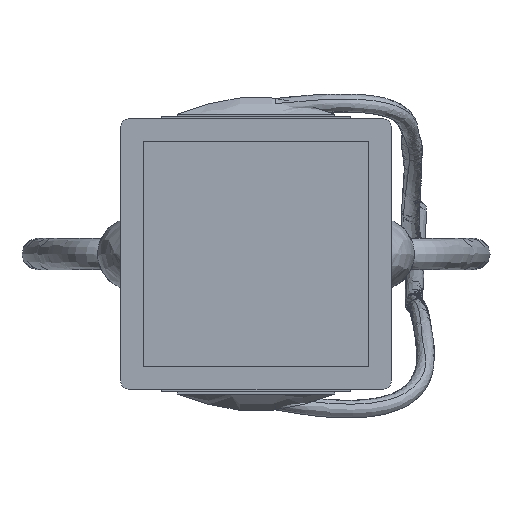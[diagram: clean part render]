
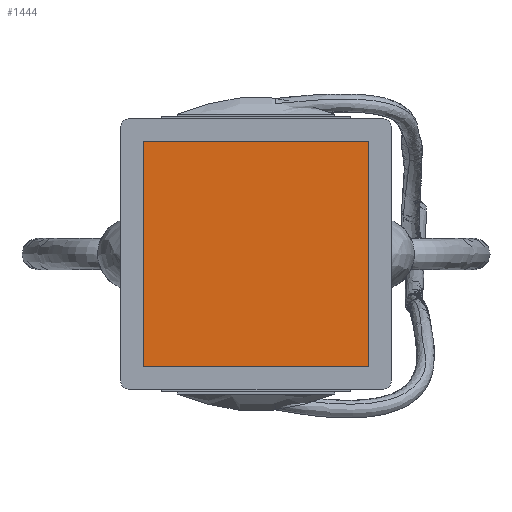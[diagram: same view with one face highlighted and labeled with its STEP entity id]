
A CAD part, left-side view. The second image highlights one B-rep face of the part: STEP entity #1444.
In plain terms, the highlighted planar face has unit normal (-1, 0, 0).
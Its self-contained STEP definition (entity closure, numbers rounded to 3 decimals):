
#126 = EDGE_LOOP ( 'NONE', ( #242, #226, #188, #250 ) ) ;
#188 = ORIENTED_EDGE ( 'NONE', *, *, #4679, .F. ) ;
#226 = ORIENTED_EDGE ( 'NONE', *, *, #4676, .F. ) ;
#242 = ORIENTED_EDGE ( 'NONE', *, *, #4677, .F. ) ;
#250 = ORIENTED_EDGE ( 'NONE', *, *, #4678, .F. ) ;
#1444 = ADVANCED_FACE ( 'NONE', ( #3655 ), #3507, .T. ) ;
#3389 = DIRECTION ( 'NONE',  ( 0., 0., 1. ) ) ;
#3391 = DIRECTION ( 'NONE',  ( -1., 0., 0. ) ) ;
#3456 = CARTESIAN_POINT ( 'NONE',  ( -9.201, 3.609, 0. ) ) ;
#3507 = PLANE ( 'NONE',  #7832 ) ;
#3655 = FACE_OUTER_BOUND ( 'NONE', #126, .T. ) ;
#4676 = EDGE_CURVE ( 'NONE', #8911, #8748, #6229, .T. ) ;
#4677 = EDGE_CURVE ( 'NONE', #8748, #7391, #6223, .T. ) ;
#4678 = EDGE_CURVE ( 'NONE', #7391, #8953, #6231, .T. ) ;
#4679 = EDGE_CURVE ( 'NONE', #8953, #8911, #6233, .T. ) ;
#5949 = CARTESIAN_POINT ( 'NONE',  ( -9.201, 3.609, -5.5 ) ) ;
#5950 = DIRECTION ( 'NONE',  ( 0., 1., 0. ) ) ;
#5955 = CARTESIAN_POINT ( 'NONE',  ( -9.201, 3.109, 0. ) ) ;
#5960 = DIRECTION ( 'NONE',  ( 0., 0., 1. ) ) ;
#5961 = CARTESIAN_POINT ( 'NONE',  ( -9.201, 3.609, -0.5 ) ) ;
#5962 = DIRECTION ( 'NONE',  ( 0., -1., 0. ) ) ;
#5963 = CARTESIAN_POINT ( 'NONE',  ( -9.201, -1.891, 0. ) ) ;
#5964 = DIRECTION ( 'NONE',  ( 0., 0., -1. ) ) ;
#6223 = LINE ( 'NONE', #5955, #6232 ) ;
#6229 = LINE ( 'NONE', #5949, #6230 ) ;
#6230 = VECTOR ( 'NONE', #5950, 1000. ) ;
#6231 = LINE ( 'NONE', #5961, #6234 ) ;
#6232 = VECTOR ( 'NONE', #5960, 1000. ) ;
#6233 = LINE ( 'NONE', #5963, #6236 ) ;
#6234 = VECTOR ( 'NONE', #5962, 1000. ) ;
#6236 = VECTOR ( 'NONE', #5964, 1000. ) ;
#6747 = CARTESIAN_POINT ( 'NONE',  ( -9.201, 3.109, -0.5 ) ) ;
#7089 = CARTESIAN_POINT ( 'NONE',  ( -9.201, 3.109, -5.5 ) ) ;
#7105 = CARTESIAN_POINT ( 'NONE',  ( -9.201, -1.891, -5.5 ) ) ;
#7132 = CARTESIAN_POINT ( 'NONE',  ( -9.201, -1.891, -0.5 ) ) ;
#7391 = VERTEX_POINT ( 'NONE', #6747 ) ;
#7832 = AXIS2_PLACEMENT_3D ( 'NONE', #3456, #3391, #3389 ) ;
#8748 = VERTEX_POINT ( 'NONE', #7089 ) ;
#8911 = VERTEX_POINT ( 'NONE', #7105 ) ;
#8953 = VERTEX_POINT ( 'NONE', #7132 ) ;
